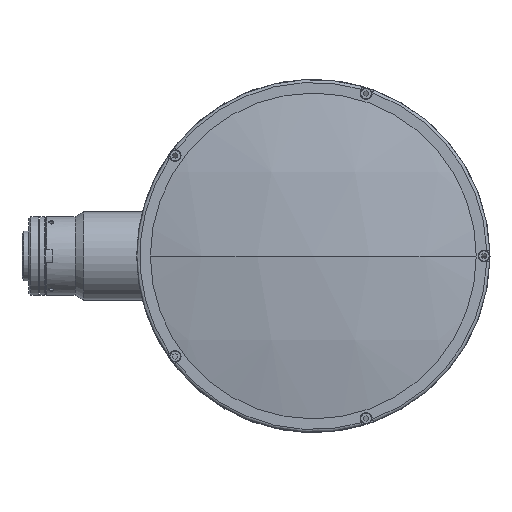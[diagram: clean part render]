
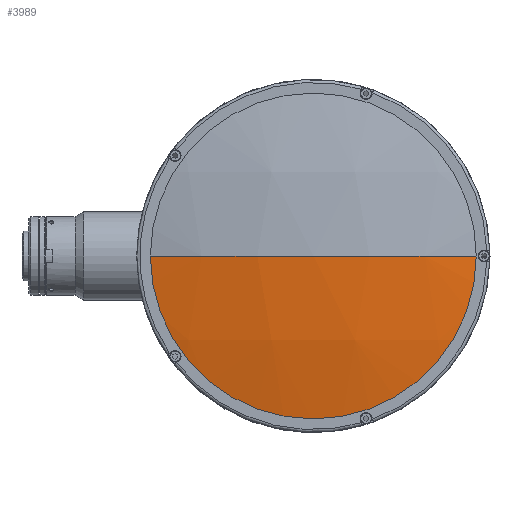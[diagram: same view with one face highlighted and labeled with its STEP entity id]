
A CAD part, left-side view. The second image highlights one B-rep face of the part: STEP entity #3989.
In plain terms, the highlighted spherical face has radius 384 mm.
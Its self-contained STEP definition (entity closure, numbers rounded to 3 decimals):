
#340 = CIRCLE ( 'NONE', #1335, 384. ) ;
#712 = EDGE_LOOP ( 'NONE', ( #14361, #14861, #12761 ) ) ;
#1335 = AXIS2_PLACEMENT_3D ( 'NONE', #6787, #6704, #6624 ) ;
#2247 = CIRCLE ( 'NONE', #9737, 384. ) ;
#3989 = ADVANCED_FACE ( 'NONE', ( #10139 ), #12006, .T. ) ;
#4072 = AXIS2_PLACEMENT_3D ( 'NONE', #5782, #5779, #5765 ) ;
#4809 = CIRCLE ( 'NONE', #4072, 85. ) ;
#4862 = CARTESIAN_POINT ( 'NONE',  ( -354.022, -84.36, 0. ) ) ;
#5765 = DIRECTION ( 'NONE',  ( 0., 0., 1. ) ) ;
#5779 = DIRECTION ( 'NONE',  ( -1., 0., 0. ) ) ;
#5782 = CARTESIAN_POINT ( 'NONE',  ( -354.022, 0.64, 0. ) ) ;
#5794 = CARTESIAN_POINT ( 'NONE',  ( -363.548, 0.64, 0. ) ) ;
#6459 = CARTESIAN_POINT ( 'NONE',  ( -354.022, 85.64, 0. ) ) ;
#6624 = DIRECTION ( 'NONE',  ( 0., -1., 0. ) ) ;
#6704 = DIRECTION ( 'NONE',  ( 0., 0., 1. ) ) ;
#6787 = CARTESIAN_POINT ( 'NONE',  ( 20.452, 0.64, 0. ) ) ;
#7447 = VERTEX_POINT ( 'NONE', #6459 ) ;
#7583 = EDGE_CURVE ( 'NONE', #7447, #9344, #4809, .T. ) ;
#7605 = VERTEX_POINT ( 'NONE', #5794 ) ;
#9166 = EDGE_CURVE ( 'NONE', #7447, #7605, #340, .T. ) ;
#9344 = VERTEX_POINT ( 'NONE', #4862 ) ;
#9737 = AXIS2_PLACEMENT_3D ( 'NONE', #14381, #14368, #14353 ) ;
#10139 = FACE_OUTER_BOUND ( 'NONE', #712, .T. ) ;
#11026 = DIRECTION ( 'NONE',  ( 0., 1., 0. ) ) ;
#11037 = DIRECTION ( 'NONE',  ( 0., 0., -1. ) ) ;
#11132 = CARTESIAN_POINT ( 'NONE',  ( 20.452, 0.64, 0. ) ) ;
#12006 = SPHERICAL_SURFACE ( 'NONE', #14843, 384. ) ;
#12761 = ORIENTED_EDGE ( 'NONE', *, *, #9166, .F. ) ;
#13100 = EDGE_CURVE ( 'NONE', #9344, #7605, #2247, .T. ) ;
#14353 = DIRECTION ( 'NONE',  ( 0., 1., 0. ) ) ;
#14361 = ORIENTED_EDGE ( 'NONE', *, *, #7583, .T. ) ;
#14368 = DIRECTION ( 'NONE',  ( 0., 0., -1. ) ) ;
#14381 = CARTESIAN_POINT ( 'NONE',  ( 20.452, 0.64, 0. ) ) ;
#14843 = AXIS2_PLACEMENT_3D ( 'NONE', #11132, #11037, #11026 ) ;
#14861 = ORIENTED_EDGE ( 'NONE', *, *, #13100, .T. ) ;
